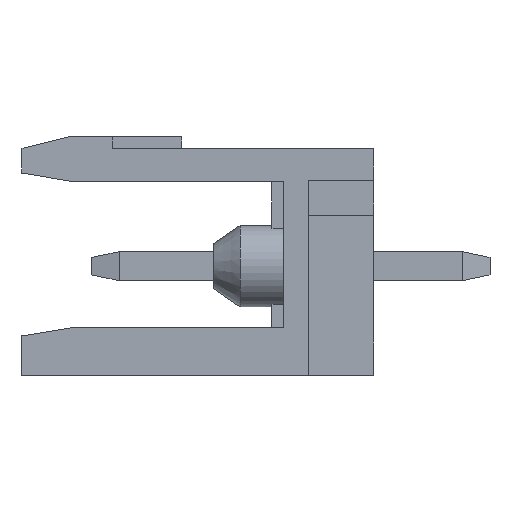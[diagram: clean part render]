
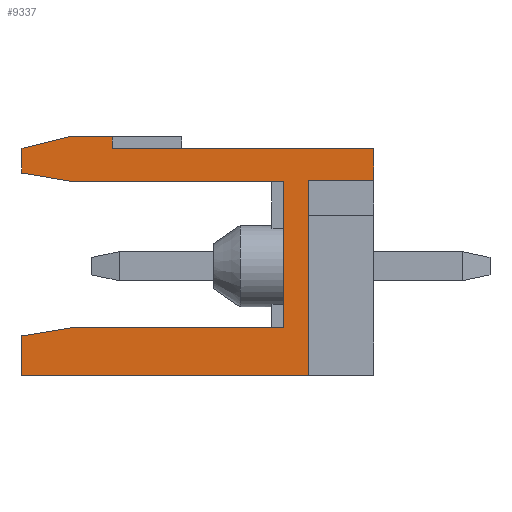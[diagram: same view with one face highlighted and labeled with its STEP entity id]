
A CAD part, left-side view. The second image highlights one B-rep face of the part: STEP entity #9337.
In plain terms, the highlighted planar face has unit normal (-1, 0, 0).
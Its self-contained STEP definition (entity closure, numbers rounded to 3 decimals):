
#325 = ORIENTED_EDGE ( 'NONE', *, *, #6471, .T. ) ;
#478 = CARTESIAN_POINT ( 'NONE',  ( 0., 2.25, 0. ) ) ;
#522 = ORIENTED_EDGE ( 'NONE', *, *, #4273, .F. ) ;
#848 = ORIENTED_EDGE ( 'NONE', *, *, #5181, .T. ) ;
#997 = CARTESIAN_POINT ( 'NONE',  ( 0., 3.1, 6.65 ) ) ;
#1125 = DIRECTION ( 'NONE',  ( 0., 1., 0. ) ) ;
#1202 = DIRECTION ( 'NONE',  ( 0., 0., 1. ) ) ;
#1429 = EDGE_CURVE ( 'NONE', #7896, #25021, #11391, .T. ) ;
#1690 = LINE ( 'NONE', #21008, #5321 ) ;
#1932 = LINE ( 'NONE', #8190, #11850 ) ;
#2130 = VERTEX_POINT ( 'NONE', #997 ) ;
#2483 = VECTOR ( 'NONE', #22131, 1000. ) ;
#3074 = CARTESIAN_POINT ( 'NONE',  ( 0., 3.1, 1.65 ) ) ;
#3249 = CARTESIAN_POINT ( 'NONE',  ( 0., 10.3, 6.65 ) ) ;
#3336 = CARTESIAN_POINT ( 'NONE',  ( 0., 10.5, 8.2 ) ) ;
#3395 = EDGE_CURVE ( 'NONE', #24355, #22417, #1690, .T. ) ;
#3508 = CARTESIAN_POINT ( 'NONE',  ( 0., 12.1, 6.951 ) ) ;
#3562 = CARTESIAN_POINT ( 'NONE',  ( 0., 12.1, 7.8 ) ) ;
#3691 = DIRECTION ( 'NONE',  ( 0., -1., 0. ) ) ;
#3717 = VECTOR ( 'NONE', #19228, 1000. ) ;
#4212 = CARTESIAN_POINT ( 'NONE',  ( 0., 9., 8.2 ) ) ;
#4243 = CARTESIAN_POINT ( 'NONE',  ( 0., 12.1, 8.2 ) ) ;
#4273 = EDGE_CURVE ( 'NONE', #2130, #25021, #12371, .T. ) ;
#4330 = CARTESIAN_POINT ( 'NONE',  ( 0., 12.1, 0. ) ) ;
#4816 = CARTESIAN_POINT ( 'NONE',  ( 0., 12.1, 1.349 ) ) ;
#5058 = ORIENTED_EDGE ( 'NONE', *, *, #21155, .F. ) ;
#5181 = EDGE_CURVE ( 'NONE', #20276, #19317, #11974, .T. ) ;
#5314 = VERTEX_POINT ( 'NONE', #13220 ) ;
#5321 = VECTOR ( 'NONE', #9527, 1000. ) ;
#5685 = CARTESIAN_POINT ( 'NONE',  ( 0., 9., 8.2 ) ) ;
#6125 = VECTOR ( 'NONE', #20317, 1000. ) ;
#6192 = CARTESIAN_POINT ( 'NONE',  ( 0., 2.25, 6.7 ) ) ;
#6471 = EDGE_CURVE ( 'NONE', #10390, #17033, #25701, .T. ) ;
#6576 = DIRECTION ( 'NONE',  ( 0., -1., 0. ) ) ;
#6604 = ORIENTED_EDGE ( 'NONE', *, *, #3395, .T. ) ;
#6838 = CARTESIAN_POINT ( 'NONE',  ( 0., 3.1, 6.65 ) ) ;
#6892 = EDGE_CURVE ( 'NONE', #5314, #20276, #24458, .T. ) ;
#6934 = EDGE_CURVE ( 'NONE', #2130, #10390, #21044, .T. ) ;
#7255 = LINE ( 'NONE', #7374, #7933 ) ;
#7348 = LINE ( 'NONE', #13363, #24276 ) ;
#7374 = CARTESIAN_POINT ( 'NONE',  ( 0., 12.1, 8.2 ) ) ;
#7692 = CARTESIAN_POINT ( 'NONE',  ( 0., 2.25, 6.7 ) ) ;
#7896 = VERTEX_POINT ( 'NONE', #3508 ) ;
#7926 = LINE ( 'NONE', #5685, #9342 ) ;
#7933 = VECTOR ( 'NONE', #3691, 1000. ) ;
#7994 = ORIENTED_EDGE ( 'NONE', *, *, #10795, .T. ) ;
#8069 = ORIENTED_EDGE ( 'NONE', *, *, #23704, .T. ) ;
#8076 = EDGE_CURVE ( 'NONE', #7896, #24966, #14804, .T. ) ;
#8190 = CARTESIAN_POINT ( 'NONE',  ( 0., 12.1, 8.2 ) ) ;
#8320 = CARTESIAN_POINT ( 'NONE',  ( 0., 0., 6.7 ) ) ;
#8479 = ORIENTED_EDGE ( 'NONE', *, *, #9709, .T. ) ;
#8782 = VERTEX_POINT ( 'NONE', #4816 ) ;
#9065 = DIRECTION ( 'NONE',  ( 0., 0., -1. ) ) ;
#9129 = CARTESIAN_POINT ( 'NONE',  ( 0., 9., 7.8 ) ) ;
#9131 = VERTEX_POINT ( 'NONE', #4212 ) ;
#9240 = CARTESIAN_POINT ( 'NONE',  ( 0., 0., 7.8 ) ) ;
#9337 = ADVANCED_FACE ( 'NONE', ( #10293 ), #9900, .F. ) ;
#9342 = VECTOR ( 'NONE', #11723, 1000. ) ;
#9527 = DIRECTION ( 'NONE',  ( 0., 1., 0. ) ) ;
#9709 = EDGE_CURVE ( 'NONE', #14577, #24355, #24098, .T. ) ;
#9890 = DIRECTION ( 'NONE',  ( 0., -1., 0. ) ) ;
#9892 = DIRECTION ( 'NONE',  ( 0., 0., 1. ) ) ;
#9900 = PLANE ( 'NONE',  #19433 ) ;
#10194 = VECTOR ( 'NONE', #1202, 1000. ) ;
#10293 = FACE_OUTER_BOUND ( 'NONE', #14678, .T. ) ;
#10390 = VERTEX_POINT ( 'NONE', #11019 ) ;
#10425 = DIRECTION ( 'NONE',  ( 0., 0., -1. ) ) ;
#10795 = EDGE_CURVE ( 'NONE', #19317, #14577, #22278, .T. ) ;
#10910 = CARTESIAN_POINT ( 'NONE',  ( 0., 12.1, 7.8 ) ) ;
#11019 = CARTESIAN_POINT ( 'NONE',  ( 0., 3.1, 1.65 ) ) ;
#11114 = ORIENTED_EDGE ( 'NONE', *, *, #1429, .T. ) ;
#11391 = LINE ( 'NONE', #19308, #12387 ) ;
#11393 = CARTESIAN_POINT ( 'NONE',  ( 0., 12.1, 8.2 ) ) ;
#11699 = LINE ( 'NONE', #3562, #3717 ) ;
#11723 = DIRECTION ( 'NONE',  ( 0., 0., 1. ) ) ;
#11727 = VECTOR ( 'NONE', #9890, 1000. ) ;
#11850 = VECTOR ( 'NONE', #9892, 1000. ) ;
#11974 = LINE ( 'NONE', #6192, #12535 ) ;
#12095 = DIRECTION ( 'NONE',  ( 0., 0., 1. ) ) ;
#12371 = LINE ( 'NONE', #24493, #2483 ) ;
#12387 = VECTOR ( 'NONE', #19444, 1000. ) ;
#12535 = VECTOR ( 'NONE', #12095, 1000. ) ;
#12598 = ORIENTED_EDGE ( 'NONE', *, *, #23708, .F. ) ;
#13220 = CARTESIAN_POINT ( 'NONE',  ( 0., 12.1, 0. ) ) ;
#13363 = CARTESIAN_POINT ( 'NONE',  ( 0., 12.1, 1.349 ) ) ;
#13797 = VECTOR ( 'NONE', #9065, 1000. ) ;
#14333 = CARTESIAN_POINT ( 'NONE',  ( 0., 0., 8.2 ) ) ;
#14355 = ORIENTED_EDGE ( 'NONE', *, *, #21812, .T. ) ;
#14577 = VERTEX_POINT ( 'NONE', #19963 ) ;
#14678 = EDGE_LOOP ( 'NONE', ( #19138, #11114, #522, #21118, #325, #15308, #5058, #24303, #848, #7994, #8479, #6604, #14355, #12598, #8069 ) ) ;
#14804 = LINE ( 'NONE', #11393, #10194 ) ;
#15308 = ORIENTED_EDGE ( 'NONE', *, *, #15763, .T. ) ;
#15633 = VERTEX_POINT ( 'NONE', #3336 ) ;
#15763 = EDGE_CURVE ( 'NONE', #17033, #8782, #7348, .T. ) ;
#17033 = VERTEX_POINT ( 'NONE', #21782 ) ;
#17984 = DIRECTION ( 'NONE',  ( 1., 0., 0. ) ) ;
#19138 = ORIENTED_EDGE ( 'NONE', *, *, #8076, .F. ) ;
#19228 = DIRECTION ( 'NONE',  ( 0., 0.97, -0.243 ) ) ;
#19308 = CARTESIAN_POINT ( 'NONE',  ( 0., 12.1, 6.951 ) ) ;
#19317 = VERTEX_POINT ( 'NONE', #7692 ) ;
#19433 = AXIS2_PLACEMENT_3D ( 'NONE', #4243, #17984, #10425 ) ;
#19444 = DIRECTION ( 'NONE',  ( 0., -0.986, -0.165 ) ) ;
#19963 = CARTESIAN_POINT ( 'NONE',  ( 0., 0., 6.7 ) ) ;
#20276 = VERTEX_POINT ( 'NONE', #478 ) ;
#20317 = DIRECTION ( 'NONE',  ( 0., 0., 1. ) ) ;
#20447 = VECTOR ( 'NONE', #6576, 1000. ) ;
#21008 = CARTESIAN_POINT ( 'NONE',  ( 0., 9., 7.8 ) ) ;
#21044 = LINE ( 'NONE', #6838, #13797 ) ;
#21118 = ORIENTED_EDGE ( 'NONE', *, *, #6934, .T. ) ;
#21155 = EDGE_CURVE ( 'NONE', #5314, #8782, #1932, .T. ) ;
#21545 = DIRECTION ( 'NONE',  ( 0., 0.986, -0.165 ) ) ;
#21782 = CARTESIAN_POINT ( 'NONE',  ( 0., 10.3, 1.65 ) ) ;
#21812 = EDGE_CURVE ( 'NONE', #22417, #9131, #7926, .T. ) ;
#22131 = DIRECTION ( 'NONE',  ( 0., 1., 0. ) ) ;
#22278 = LINE ( 'NONE', #8320, #11727 ) ;
#22417 = VERTEX_POINT ( 'NONE', #9129 ) ;
#23704 = EDGE_CURVE ( 'NONE', #15633, #24966, #11699, .T. ) ;
#23708 = EDGE_CURVE ( 'NONE', #15633, #9131, #7255, .T. ) ;
#24098 = LINE ( 'NONE', #14333, #6125 ) ;
#24276 = VECTOR ( 'NONE', #21545, 1000. ) ;
#24303 = ORIENTED_EDGE ( 'NONE', *, *, #6892, .T. ) ;
#24355 = VERTEX_POINT ( 'NONE', #9240 ) ;
#24458 = LINE ( 'NONE', #4330, #20447 ) ;
#24493 = CARTESIAN_POINT ( 'NONE',  ( 0., 3.1, 6.65 ) ) ;
#24911 = VECTOR ( 'NONE', #1125, 1000. ) ;
#24966 = VERTEX_POINT ( 'NONE', #10910 ) ;
#25021 = VERTEX_POINT ( 'NONE', #3249 ) ;
#25701 = LINE ( 'NONE', #3074, #24911 ) ;
